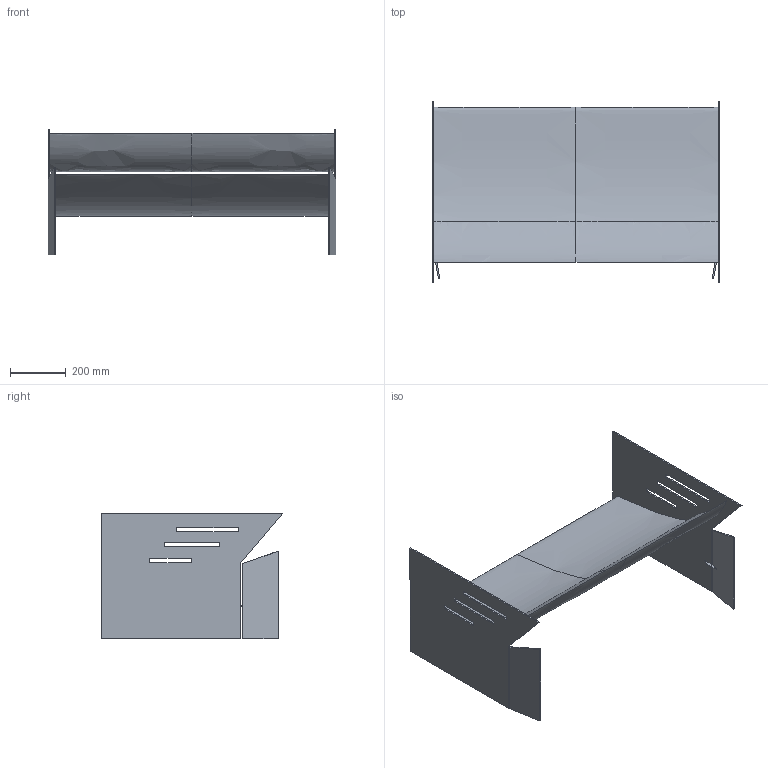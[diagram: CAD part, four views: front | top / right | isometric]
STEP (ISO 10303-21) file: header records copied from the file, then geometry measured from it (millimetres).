
FILE_DESCRIPTION(('CATIA V5 STEP Exchange'),'2;1');
FILE_NAME('rearwing.stp','2018-11-23T14:18:12+00:00',('none'),('none'),'CATIA Version 5 Release 17 (IN-10)','CATIA V5 STEP AP203','none');
FILE_SCHEMA(('CONFIG_CONTROL_DESIGN'));
Length unit declared in the file: millimetre
Products named in the file (3): rearwing; end; Symmetry of end
Assembly tree (12 placements, depth 3):
  rearwing
    #56
    #1897
    end
      #3708
      #4360
      #4535
    Symmetry of end
      #4731
      #5347
      #5522
    #5712
    #7517
Bounding box: 1029.98 x 650 x 450 mm (x, y, z)
Volume: 23428494.6 mm3; surface area: 2583726.8 mm2
Topology: 10 solids, 10 shells, 82 faces, 182 edges, 121 vertices
Faces by surface type: plane 70, bspline 8, cylinder 4
Entity records: 9325 total; most frequent: CARTESIAN_POINT 7288, ORIENTED_EDGE 356, DIRECTION 350, EDGE_CURVE 178, VECTOR 146, LINE 146, VERTEX_POINT 116, AXIS2_PLACEMENT_3D 106
